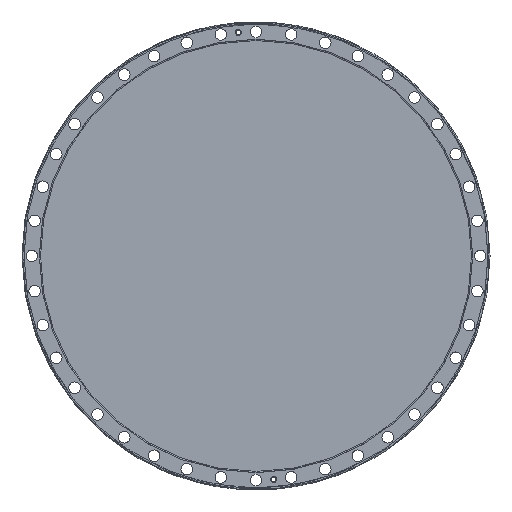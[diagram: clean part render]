
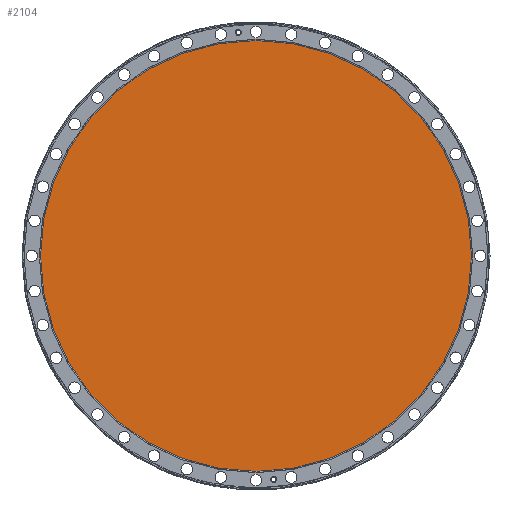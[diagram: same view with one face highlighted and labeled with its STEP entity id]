
A CAD part, top view. The second image highlights one B-rep face of the part: STEP entity #2104.
In plain terms, the highlighted planar face has unit normal (0, 0, 1).
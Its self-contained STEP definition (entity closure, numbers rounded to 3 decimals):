
#94 = CIRCLE ( 'NONE', #3662, 317.7 ) ;
#218 = CARTESIAN_POINT ( 'NONE',  ( 317.7, 0., -6.35 ) ) ;
#330 = DIRECTION ( 'NONE',  ( 0., 0., 1. ) ) ;
#390 = VERTEX_POINT ( 'NONE', #218 ) ;
#565 = AXIS2_PLACEMENT_3D ( 'NONE', #635, #330, #2605 ) ;
#635 = CARTESIAN_POINT ( 'NONE',  ( 0., 317.7, -6.35 ) ) ;
#1048 = FACE_OUTER_BOUND ( 'NONE', #1325, .T. ) ;
#1319 = DIRECTION ( 'NONE',  ( 0., 0., 1. ) ) ;
#1325 = EDGE_LOOP ( 'NONE', ( #1684, #1639 ) ) ;
#1494 = CARTESIAN_POINT ( 'NONE',  ( 0., 0., -6.35 ) ) ;
#1635 = PLANE ( 'NONE',  #565 ) ;
#1639 = ORIENTED_EDGE ( 'NONE', *, *, #4120, .T. ) ;
#1684 = ORIENTED_EDGE ( 'NONE', *, *, #4190, .T. ) ;
#1812 = DIRECTION ( 'NONE',  ( 1., 0., 0. ) ) ;
#2104 = ADVANCED_FACE ( 'NONE', ( #1048 ), #1635, .T. ) ;
#2535 = VERTEX_POINT ( 'NONE', #2669 ) ;
#2605 = DIRECTION ( 'NONE',  ( 1., 0., 0. ) ) ;
#2669 = CARTESIAN_POINT ( 'NONE',  ( -317.7, 0., -6.35 ) ) ;
#2797 = CIRCLE ( 'NONE', #3015, 317.7 ) ;
#3015 = AXIS2_PLACEMENT_3D ( 'NONE', #3256, #1319, #3570 ) ;
#3256 = CARTESIAN_POINT ( 'NONE',  ( 0., 0., -6.35 ) ) ;
#3570 = DIRECTION ( 'NONE',  ( 1., 0., 0. ) ) ;
#3662 = AXIS2_PLACEMENT_3D ( 'NONE', #1494, #3735, #1812 ) ;
#3735 = DIRECTION ( 'NONE',  ( 0., 0., 1. ) ) ;
#4120 = EDGE_CURVE ( 'NONE', #2535, #390, #2797, .T. ) ;
#4190 = EDGE_CURVE ( 'NONE', #390, #2535, #94, .T. ) ;
